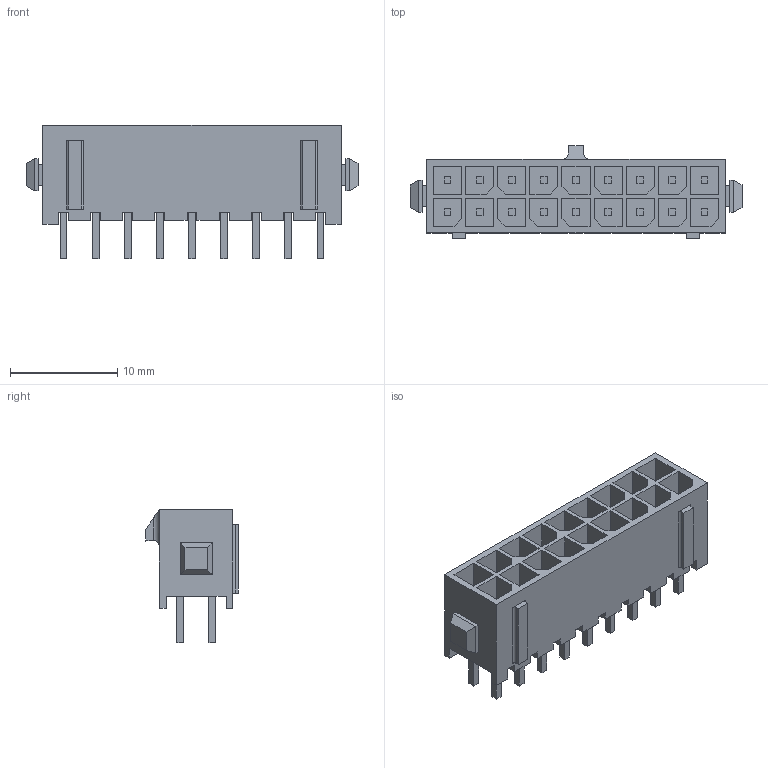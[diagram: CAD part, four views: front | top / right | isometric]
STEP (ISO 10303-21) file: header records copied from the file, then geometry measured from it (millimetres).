
FILE_DESCRIPTION((''),'2;1');
FILE_NAME('C-4-794630-8','2011-05-25T',('workeradm'),('Tyco Electronics Ltd.'),'PRO/ENGINEER BY PARAMETRIC TECHNOLOGY CORPORATION, 2009300','PRO/ENGINEER BY PARAMETRIC TECHNOLOGY CORPORATION, 2009300','');
FILE_SCHEMA(('AUTOMOTIVE_DESIGN { 1 0 10303 214 1 1 1 1 }'));
Length unit declared in the file: millimetre
Products named in the file (1): C-4-794630-8
Bounding box: 31 x 8.67 x 12.42 mm (x, y, z)
Volume: 904.1 mm3; surface area: 2643.2 mm2
Topology: 1 solids, 1 shells, 417 faces, 1055 edges, 700 vertices
Faces by surface type: plane 410, cylinder 7
Entity records: 12547 total; most frequent: CARTESIAN_POINT 2214, ORIENTED_EDGE 2110, DIRECTION 1895, EDGE_CURVE 1055, VECTOR 1041, LINE 1041, VERTEX_POINT 700, EDGE_LOOP 477
